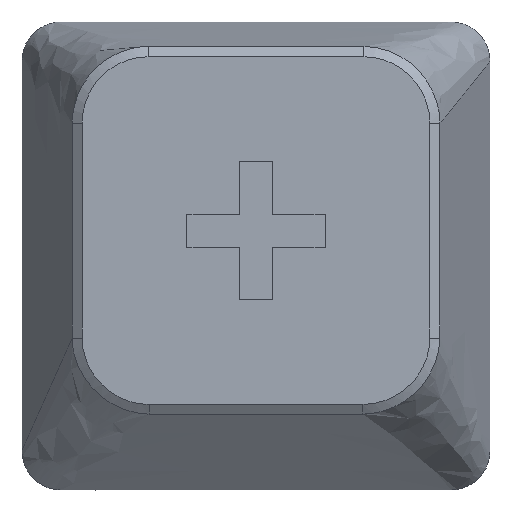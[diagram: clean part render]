
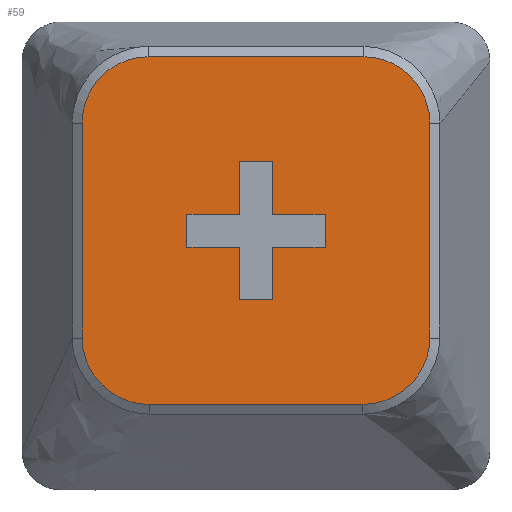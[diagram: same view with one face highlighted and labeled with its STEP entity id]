
A CAD part, top view. The second image highlights one B-rep face of the part: STEP entity #59.
In plain terms, the highlighted planar face has unit normal (0, 0, 1).
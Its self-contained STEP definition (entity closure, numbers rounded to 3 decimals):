
#26=FACE_BOUND('',#196,.T.);
#59=ADVANCED_FACE('',(#126,#26),#1076,.T.);
#126=FACE_OUTER_BOUND('',#195,.T.);
#195=EDGE_LOOP('',(#378,#379,#380,#381,#382,#383,#384,#385));
#196=EDGE_LOOP('',(#386,#387,#388,#389,#390,#391,#392,#393,#394,#395,#396,
#397));
#378=ORIENTED_EDGE('',*,*,#655,.T.);
#379=ORIENTED_EDGE('',*,*,#675,.T.);
#380=ORIENTED_EDGE('',*,*,#673,.T.);
#381=ORIENTED_EDGE('',*,*,#671,.T.);
#382=ORIENTED_EDGE('',*,*,#669,.T.);
#383=ORIENTED_EDGE('',*,*,#652,.T.);
#384=ORIENTED_EDGE('',*,*,#666,.T.);
#385=ORIENTED_EDGE('',*,*,#664,.T.);
#386=ORIENTED_EDGE('',*,*,#711,.F.);
#387=ORIENTED_EDGE('',*,*,#710,.F.);
#388=ORIENTED_EDGE('',*,*,#709,.F.);
#389=ORIENTED_EDGE('',*,*,#708,.F.);
#390=ORIENTED_EDGE('',*,*,#707,.F.);
#391=ORIENTED_EDGE('',*,*,#706,.F.);
#392=ORIENTED_EDGE('',*,*,#705,.F.);
#393=ORIENTED_EDGE('',*,*,#704,.F.);
#394=ORIENTED_EDGE('',*,*,#703,.F.);
#395=ORIENTED_EDGE('',*,*,#702,.F.);
#396=ORIENTED_EDGE('',*,*,#701,.F.);
#397=ORIENTED_EDGE('',*,*,#700,.F.);
#652=EDGE_CURVE('',#971,#970,#836,.T.);
#655=EDGE_CURVE('',#961,#975,#839,.T.);
#664=EDGE_CURVE('',#969,#961,#848,.T.);
#666=EDGE_CURVE('',#970,#969,#850,.T.);
#669=EDGE_CURVE('',#972,#971,#853,.T.);
#671=EDGE_CURVE('',#973,#972,#855,.T.);
#673=EDGE_CURVE('',#974,#973,#857,.T.);
#675=EDGE_CURVE('',#975,#974,#859,.T.);
#700=EDGE_CURVE('',#988,#989,#884,.T.);
#701=EDGE_CURVE('',#989,#990,#885,.T.);
#702=EDGE_CURVE('',#990,#991,#886,.T.);
#703=EDGE_CURVE('',#991,#992,#887,.T.);
#704=EDGE_CURVE('',#992,#993,#888,.T.);
#705=EDGE_CURVE('',#993,#994,#889,.T.);
#706=EDGE_CURVE('',#994,#995,#890,.T.);
#707=EDGE_CURVE('',#995,#996,#891,.T.);
#708=EDGE_CURVE('',#996,#997,#892,.T.);
#709=EDGE_CURVE('',#997,#998,#893,.T.);
#710=EDGE_CURVE('',#998,#999,#894,.T.);
#711=EDGE_CURVE('',#999,#988,#895,.T.);
#836=B_SPLINE_CURVE_WITH_KNOTS('',3,(#1845,#1846,#1847,#1848),
 .UNSPECIFIED.,.F.,.F.,(4,4),(-20.393,-12.086),
 .UNSPECIFIED.);
#839=B_SPLINE_CURVE_WITH_KNOTS('',3,(#1855,#1856,#1857,#1858,#1859),
 .UNSPECIFIED.,.F.,.F.,(4,1,4),(-48.917,-46.906,-44.896),
 .UNSPECIFIED.);
#848=B_SPLINE_CURVE_WITH_KNOTS('',3,(#1894,#1895,#1896,#1897),
 .UNSPECIFIED.,.F.,.F.,(4,4),(-8.095,0.17),
 .UNSPECIFIED.);
#850=B_SPLINE_CURVE_WITH_KNOTS('',3,(#1900,#1901,#1902,#1903,#1904),
 .UNSPECIFIED.,.F.,.F.,(4,1,4),(-12.086,-10.092,-8.095),
 .UNSPECIFIED.);
#853=B_SPLINE_CURVE_WITH_KNOTS('',3,(#1909,#1910,#1911,#1912,#1913),
 .UNSPECIFIED.,.F.,.F.,(4,1,4),(-24.384,-22.386,-20.393),
 .UNSPECIFIED.);
#855=B_SPLINE_CURVE_WITH_KNOTS('',3,(#1916,#1917,#1918,#1919),
 .UNSPECIFIED.,.F.,.F.,(4,4),(-32.649,-24.384),
 .UNSPECIFIED.);
#857=B_SPLINE_CURVE_WITH_KNOTS('',3,(#1922,#1923,#1924,#1925,#1926),
 .UNSPECIFIED.,.F.,.F.,(4,1,4),(-36.669,-34.66,-32.649),
 .UNSPECIFIED.);
#859=B_SPLINE_CURVE_WITH_KNOTS('',3,(#1929,#1930,#1931,#1932),
 .UNSPECIFIED.,.F.,.F.,(4,4),(-44.896,-36.669),
 .UNSPECIFIED.);
#884=B_SPLINE_CURVE_WITH_KNOTS('',1,(#1981,#1982),.UNSPECIFIED.,.F.,.F.,
(2,2),(-12.,-11.),.UNSPECIFIED.);
#885=B_SPLINE_CURVE_WITH_KNOTS('',1,(#1983,#1984),.UNSPECIFIED.,.F.,.F.,
(2,2),(-11.,-10.),.UNSPECIFIED.);
#886=B_SPLINE_CURVE_WITH_KNOTS('',1,(#1985,#1986),.UNSPECIFIED.,.F.,.F.,
(2,2),(-10.,-9.),.UNSPECIFIED.);
#887=B_SPLINE_CURVE_WITH_KNOTS('',1,(#1987,#1988),.UNSPECIFIED.,.F.,.F.,
(2,2),(-9.,-8.),.UNSPECIFIED.);
#888=B_SPLINE_CURVE_WITH_KNOTS('',1,(#1989,#1990),.UNSPECIFIED.,.F.,.F.,
(2,2),(-8.,-7.),.UNSPECIFIED.);
#889=B_SPLINE_CURVE_WITH_KNOTS('',1,(#1991,#1992),.UNSPECIFIED.,.F.,.F.,
(2,2),(-7.,-6.),.UNSPECIFIED.);
#890=B_SPLINE_CURVE_WITH_KNOTS('',1,(#1993,#1994),.UNSPECIFIED.,.F.,.F.,
(2,2),(-6.,-5.),.UNSPECIFIED.);
#891=B_SPLINE_CURVE_WITH_KNOTS('',1,(#1995,#1996),.UNSPECIFIED.,.F.,.F.,
(2,2),(-5.,-4.),.UNSPECIFIED.);
#892=B_SPLINE_CURVE_WITH_KNOTS('',1,(#1997,#1998),.UNSPECIFIED.,.F.,.F.,
(2,2),(-4.,-3.),.UNSPECIFIED.);
#893=B_SPLINE_CURVE_WITH_KNOTS('',1,(#1999,#2000),.UNSPECIFIED.,.F.,.F.,
(2,2),(-3.,-2.),.UNSPECIFIED.);
#894=B_SPLINE_CURVE_WITH_KNOTS('',1,(#2001,#2002),.UNSPECIFIED.,.F.,.F.,
(2,2),(-2.,-1.),.UNSPECIFIED.);
#895=B_SPLINE_CURVE_WITH_KNOTS('',1,(#2003,#2004),.UNSPECIFIED.,.F.,.F.,
(2,2),(-1.,0.),.UNSPECIFIED.);
#961=VERTEX_POINT('',#1489);
#969=VERTEX_POINT('',#1497);
#970=VERTEX_POINT('',#1498);
#971=VERTEX_POINT('',#1499);
#972=VERTEX_POINT('',#1500);
#973=VERTEX_POINT('',#1501);
#974=VERTEX_POINT('',#1502);
#975=VERTEX_POINT('',#1503);
#988=VERTEX_POINT('',#1516);
#989=VERTEX_POINT('',#1517);
#990=VERTEX_POINT('',#1518);
#991=VERTEX_POINT('',#1519);
#992=VERTEX_POINT('',#1520);
#993=VERTEX_POINT('',#1521);
#994=VERTEX_POINT('',#1522);
#995=VERTEX_POINT('',#1523);
#996=VERTEX_POINT('',#1524);
#997=VERTEX_POINT('',#1525);
#998=VERTEX_POINT('',#1526);
#999=VERTEX_POINT('',#1527);
#1076=PLANE('',#1149);
#1149=AXIS2_PLACEMENT_3D('',#1409,#1205,$);
#1205=DIRECTION('',(0.,0.,1.));
#1409=CARTESIAN_POINT('',(54.86,8.14,14.));
#1489=CARTESIAN_POINT('',(55.312,-3.17,14.));
#1497=CARTESIAN_POINT('',(55.312,5.095,14.));
#1498=CARTESIAN_POINT('',(57.847,7.647,14.));
#1499=CARTESIAN_POINT('',(66.153,7.647,14.));
#1500=CARTESIAN_POINT('',(68.688,5.095,14.));
#1501=CARTESIAN_POINT('',(68.688,-3.17,14.));
#1502=CARTESIAN_POINT('',(66.114,-5.723,14.));
#1503=CARTESIAN_POINT('',(57.886,-5.723,14.));
#1516=CARTESIAN_POINT('',(61.365,0.322,14.));
#1517=CARTESIAN_POINT('',(61.365,-1.699,14.));
#1518=CARTESIAN_POINT('',(62.646,-1.699,14.));
#1519=CARTESIAN_POINT('',(62.646,0.322,14.));
#1520=CARTESIAN_POINT('',(64.656,0.322,14.));
#1521=CARTESIAN_POINT('',(64.656,1.592,14.));
#1522=CARTESIAN_POINT('',(62.646,1.592,14.));
#1523=CARTESIAN_POINT('',(62.646,3.624,14.));
#1524=CARTESIAN_POINT('',(61.365,3.624,14.));
#1525=CARTESIAN_POINT('',(61.365,1.592,14.));
#1526=CARTESIAN_POINT('',(59.344,1.592,14.));
#1527=CARTESIAN_POINT('',(59.344,0.322,14.));
#1845=CARTESIAN_POINT('',(66.153,7.647,14.));
#1846=CARTESIAN_POINT('',(63.384,7.647,14.));
#1847=CARTESIAN_POINT('',(60.616,7.647,14.));
#1848=CARTESIAN_POINT('',(57.847,7.647,14.));
#1855=CARTESIAN_POINT('',(55.312,-3.17,14.));
#1856=CARTESIAN_POINT('',(55.309,-3.843,14.));
#1857=CARTESIAN_POINT('',(55.888,-5.165,14.));
#1858=CARTESIAN_POINT('',(57.215,-5.726,14.));
#1859=CARTESIAN_POINT('',(57.886,-5.723,14.));
#1894=CARTESIAN_POINT('',(55.312,5.095,14.));
#1895=CARTESIAN_POINT('',(55.312,2.34,14.));
#1896=CARTESIAN_POINT('',(55.312,-0.415,14.));
#1897=CARTESIAN_POINT('',(55.312,-3.17,14.));
#1900=CARTESIAN_POINT('',(57.847,7.647,14.));
#1901=CARTESIAN_POINT('',(57.18,7.651,14.));
#1902=CARTESIAN_POINT('',(55.864,7.082,14.));
#1903=CARTESIAN_POINT('',(55.309,5.762,14.));
#1904=CARTESIAN_POINT('',(55.312,5.095,14.));
#1909=CARTESIAN_POINT('',(68.688,5.095,14.));
#1910=CARTESIAN_POINT('',(68.691,5.762,14.));
#1911=CARTESIAN_POINT('',(68.136,7.082,14.));
#1912=CARTESIAN_POINT('',(66.82,7.651,14.));
#1913=CARTESIAN_POINT('',(66.153,7.647,14.));
#1916=CARTESIAN_POINT('',(68.688,-3.17,14.));
#1917=CARTESIAN_POINT('',(68.688,-0.415,14.));
#1918=CARTESIAN_POINT('',(68.688,2.34,14.));
#1919=CARTESIAN_POINT('',(68.688,5.095,14.));
#1922=CARTESIAN_POINT('',(66.114,-5.723,14.));
#1923=CARTESIAN_POINT('',(66.785,-5.726,14.));
#1924=CARTESIAN_POINT('',(68.112,-5.165,14.));
#1925=CARTESIAN_POINT('',(68.691,-3.843,14.));
#1926=CARTESIAN_POINT('',(68.688,-3.17,14.));
#1929=CARTESIAN_POINT('',(57.886,-5.723,14.));
#1930=CARTESIAN_POINT('',(60.629,-5.723,14.));
#1931=CARTESIAN_POINT('',(63.371,-5.723,14.));
#1932=CARTESIAN_POINT('',(66.114,-5.723,14.));
#1981=CARTESIAN_POINT('',(61.365,0.322,14.));
#1982=CARTESIAN_POINT('',(61.365,-1.699,14.));
#1983=CARTESIAN_POINT('',(61.365,-1.699,14.));
#1984=CARTESIAN_POINT('',(62.646,-1.699,14.));
#1985=CARTESIAN_POINT('',(62.646,-1.699,14.));
#1986=CARTESIAN_POINT('',(62.646,0.322,14.));
#1987=CARTESIAN_POINT('',(62.646,0.322,14.));
#1988=CARTESIAN_POINT('',(64.656,0.322,14.));
#1989=CARTESIAN_POINT('',(64.656,0.322,14.));
#1990=CARTESIAN_POINT('',(64.656,1.592,14.));
#1991=CARTESIAN_POINT('',(64.656,1.592,14.));
#1992=CARTESIAN_POINT('',(62.646,1.592,14.));
#1993=CARTESIAN_POINT('',(62.646,1.592,14.));
#1994=CARTESIAN_POINT('',(62.646,3.624,14.));
#1995=CARTESIAN_POINT('',(62.646,3.624,14.));
#1996=CARTESIAN_POINT('',(61.365,3.624,14.));
#1997=CARTESIAN_POINT('',(61.365,3.624,14.));
#1998=CARTESIAN_POINT('',(61.365,1.592,14.));
#1999=CARTESIAN_POINT('',(61.365,1.592,14.));
#2000=CARTESIAN_POINT('',(59.344,1.592,14.));
#2001=CARTESIAN_POINT('',(59.344,1.592,14.));
#2002=CARTESIAN_POINT('',(59.344,0.322,14.));
#2003=CARTESIAN_POINT('',(59.344,0.322,14.));
#2004=CARTESIAN_POINT('',(61.365,0.322,14.));
